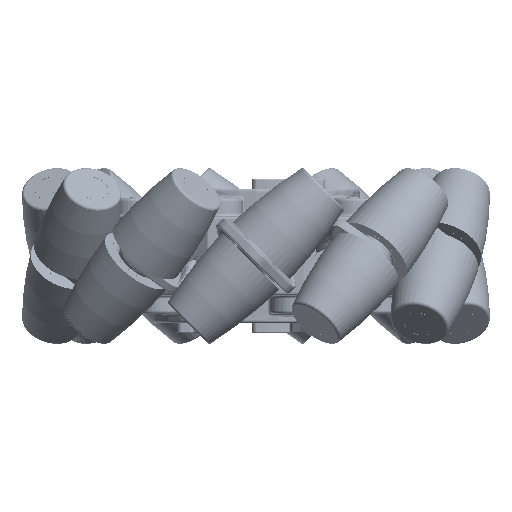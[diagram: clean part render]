
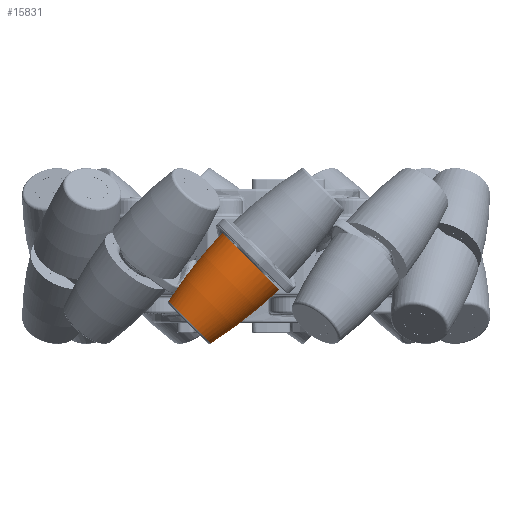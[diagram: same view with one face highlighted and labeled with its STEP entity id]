
A CAD part, left-side view. The second image highlights one B-rep face of the part: STEP entity #15831.
In plain terms, the highlighted toroidal (fillet/blend) face has major radius 137.956 mm and minor radius 150.96 mm.
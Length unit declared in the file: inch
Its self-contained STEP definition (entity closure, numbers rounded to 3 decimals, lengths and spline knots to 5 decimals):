
#2916 = ORIENTED_EDGE ( 'NONE', *, *, #7837, .T. ) ;
#2917 = ORIENTED_EDGE ( 'NONE', *, *, #7842, .F. ) ;
#2918 = ORIENTED_EDGE ( 'NONE', *, *, #7835, .F. ) ;
#7831 = EDGE_CURVE ( 'NONE', #35891, #34288, #10611, .T. ) ;
#7835 = EDGE_CURVE ( 'NONE', #35891, #35814, #10618, .T. ) ;
#7837 = EDGE_CURVE ( 'NONE', #34288, #35661, #10620, .T. ) ;
#7842 = EDGE_CURVE ( 'NONE', #35814, #35661, #10631, .T. ) ;
#10581 = ORIENTED_EDGE ( 'NONE', *, *, #7831, .T. ) ;
#10611 = CIRCLE ( 'NONE', #28770, 0.37715 ) ;
#10618 = CIRCLE ( 'NONE', #28772, 5.9433 ) ;
#10620 = CIRCLE ( 'NONE', #28773, 5.9433 ) ;
#10631 = CIRCLE ( 'NONE', #28775, 0.50979 ) ;
#12261 = FACE_OUTER_BOUND ( 'NONE', #42744, .T. ) ;
#12265 = TOROIDAL_SURFACE ( 'NONE', #44962, -5.43135, 5.9433 ) ;
#15831 = ADVANCED_FACE ( 'NONE', ( #12261 ), #12265, .T. ) ;
#28770 = AXIS2_PLACEMENT_3D ( 'NONE', #37144, #37127, #37146 ) ;
#28772 = AXIS2_PLACEMENT_3D ( 'NONE', #37081, #37085, #37143 ) ;
#28773 = AXIS2_PLACEMENT_3D ( 'NONE', #37134, #37130, #37100 ) ;
#28775 = AXIS2_PLACEMENT_3D ( 'NONE', #37108, #37106, #37126 ) ;
#34288 = VERTEX_POINT ( 'NONE', #40061 ) ;
#35661 = VERTEX_POINT ( 'NONE', #40174 ) ;
#35814 = VERTEX_POINT ( 'NONE', #40218 ) ;
#35891 = VERTEX_POINT ( 'NONE', #40234 ) ;
#37081 = CARTESIAN_POINT ( 'NONE',  ( 0., -0.04753, 5.43135 ) ) ;
#37085 = DIRECTION ( 'NONE',  ( -1., 0., 0. ) ) ;
#37100 = DIRECTION ( 'NONE',  ( 0., 0., -1. ) ) ;
#37106 = DIRECTION ( 'NONE',  ( 0., -1., 0. ) ) ;
#37108 = CARTESIAN_POINT ( 'NONE',  ( 0., 0.11258, 0. ) ) ;
#37126 = DIRECTION ( 'NONE',  ( 0., 0., -1. ) ) ;
#37127 = DIRECTION ( 'NONE',  ( 0., -1., 0. ) ) ;
#37130 = DIRECTION ( 'NONE',  ( 1., 0., 0. ) ) ;
#37134 = CARTESIAN_POINT ( 'NONE',  ( 0., -0.04753, -5.43135 ) ) ;
#37143 = DIRECTION ( 'NONE',  ( 0., 0., 1. ) ) ;
#37144 = CARTESIAN_POINT ( 'NONE',  ( 0., 1.21112, 0. ) ) ;
#37146 = DIRECTION ( 'NONE',  ( 0., 0., -1. ) ) ;
#40061 = CARTESIAN_POINT ( 'NONE',  ( 0., 1.21112, 0.37715 ) ) ;
#40174 = CARTESIAN_POINT ( 'NONE',  ( 0., 0.11258, 0.50979 ) ) ;
#40218 = CARTESIAN_POINT ( 'NONE',  ( 0., 0.11258, -0.50979 ) ) ;
#40234 = CARTESIAN_POINT ( 'NONE',  ( 0., 1.21112, -0.37715 ) ) ;
#42744 = EDGE_LOOP ( 'NONE', ( #10581, #2916, #2917, #2918 ) ) ;
#44962 = AXIS2_PLACEMENT_3D ( 'NONE', #48145, #48143, #48148 ) ;
#48143 = DIRECTION ( 'NONE',  ( 0., -1., 0. ) ) ;
#48145 = CARTESIAN_POINT ( 'NONE',  ( 0., -0.04753, 0. ) ) ;
#48148 = DIRECTION ( 'NONE',  ( 0., 0., -1. ) ) ;
